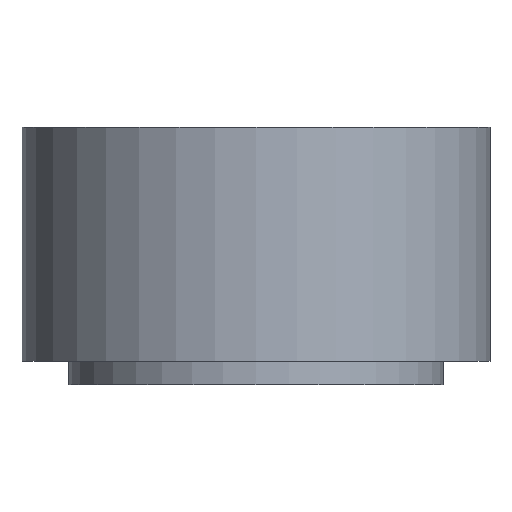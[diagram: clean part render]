
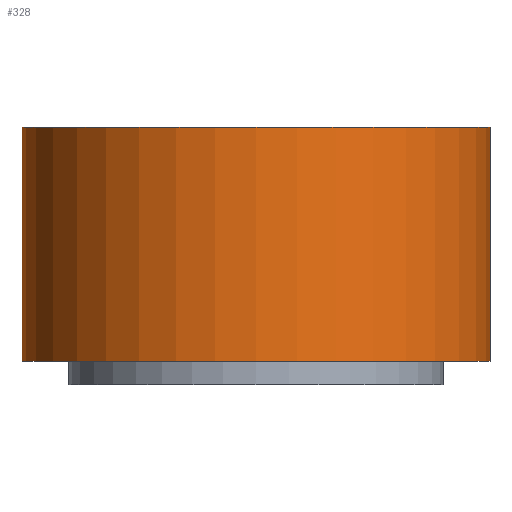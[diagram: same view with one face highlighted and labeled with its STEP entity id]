
A CAD part, front view. The second image highlights one B-rep face of the part: STEP entity #328.
In plain terms, the highlighted cylindrical face has radius 20 mm (diameter 40 mm), a partial arc.
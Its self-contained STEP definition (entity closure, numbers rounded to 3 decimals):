
#13 = VERTEX_POINT ( 'NONE', #216 ) ;
#19 = CARTESIAN_POINT ( 'NONE',  ( 0., 0., 0. ) ) ;
#26 = DIRECTION ( 'NONE',  ( 1., 0., 0. ) ) ;
#27 = CYLINDRICAL_SURFACE ( 'NONE', #72, 20. ) ;
#35 = ORIENTED_EDGE ( 'NONE', *, *, #211, .T. ) ;
#37 = VERTEX_POINT ( 'NONE', #139 ) ;
#49 = CIRCLE ( 'NONE', #294, 20. ) ;
#65 = CARTESIAN_POINT ( 'NONE',  ( -20., 0., 20. ) ) ;
#67 = CARTESIAN_POINT ( 'NONE',  ( 20., 0., 20. ) ) ;
#72 = AXIS2_PLACEMENT_3D ( 'NONE', #236, #231, #183 ) ;
#77 = VERTEX_POINT ( 'NONE', #202 ) ;
#79 = VERTEX_POINT ( 'NONE', #197 ) ;
#93 = ORIENTED_EDGE ( 'NONE', *, *, #150, .T. ) ;
#103 = CIRCLE ( 'NONE', #159, 20. ) ;
#114 = EDGE_CURVE ( 'NONE', #77, #37, #201, .T. ) ;
#122 = LINE ( 'NONE', #65, #144 ) ;
#124 = FACE_OUTER_BOUND ( 'NONE', #267, .T. ) ;
#139 = CARTESIAN_POINT ( 'NONE',  ( 20., 0., 0. ) ) ;
#144 = VECTOR ( 'NONE', #228, 1000. ) ;
#146 = DIRECTION ( 'NONE',  ( 0., 0., 1. ) ) ;
#150 = EDGE_CURVE ( 'NONE', #13, #37, #103, .T. ) ;
#159 = AXIS2_PLACEMENT_3D ( 'NONE', #19, #146, #175 ) ;
#173 = DIRECTION ( 'NONE',  ( 0., 0., -1. ) ) ;
#175 = DIRECTION ( 'NONE',  ( 1., 0., 0. ) ) ;
#183 = DIRECTION ( 'NONE',  ( -1., 0., 0. ) ) ;
#197 = CARTESIAN_POINT ( 'NONE',  ( -20., 0., 20. ) ) ;
#201 = LINE ( 'NONE', #67, #209 ) ;
#202 = CARTESIAN_POINT ( 'NONE',  ( 20., 0., 20. ) ) ;
#208 = DIRECTION ( 'NONE',  ( 0., 0., 1. ) ) ;
#209 = VECTOR ( 'NONE', #173, 1000. ) ;
#211 = EDGE_CURVE ( 'NONE', #79, #13, #122, .T. ) ;
#216 = CARTESIAN_POINT ( 'NONE',  ( -20., 0., 0. ) ) ;
#228 = DIRECTION ( 'NONE',  ( 0., 0., -1. ) ) ;
#231 = DIRECTION ( 'NONE',  ( 0., 0., -1. ) ) ;
#236 = CARTESIAN_POINT ( 'NONE',  ( 0., 0., 20. ) ) ;
#239 = ORIENTED_EDGE ( 'NONE', *, *, #114, .F. ) ;
#247 = EDGE_CURVE ( 'NONE', #79, #77, #49, .T. ) ;
#256 = CARTESIAN_POINT ( 'NONE',  ( 0., 0., 20. ) ) ;
#267 = EDGE_LOOP ( 'NONE', ( #239, #298, #35, #93 ) ) ;
#294 = AXIS2_PLACEMENT_3D ( 'NONE', #256, #208, #26 ) ;
#298 = ORIENTED_EDGE ( 'NONE', *, *, #247, .F. ) ;
#328 = ADVANCED_FACE ( 'NONE', ( #124 ), #27, .T. ) ;
